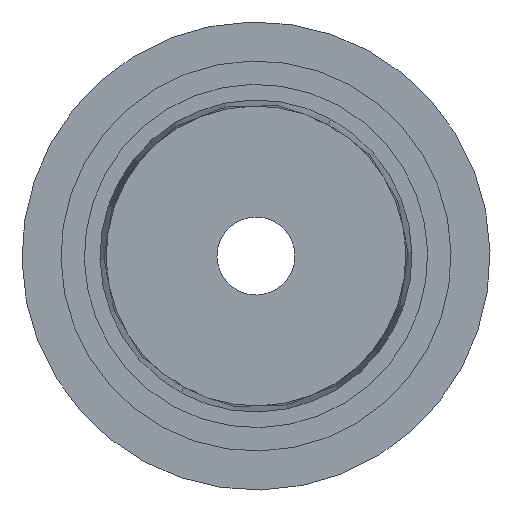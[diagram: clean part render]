
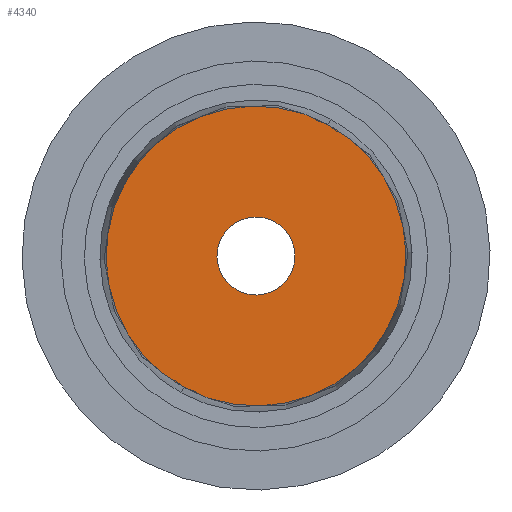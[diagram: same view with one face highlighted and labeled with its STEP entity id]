
A CAD part, front view. The second image highlights one B-rep face of the part: STEP entity #4340.
In plain terms, the highlighted planar face has unit normal (0, -1, 0).
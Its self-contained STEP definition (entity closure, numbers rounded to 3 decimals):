
#3690=CARTESIAN_POINT('',(4.606,-152.3,8.431));
#3700=VERTEX_POINT('',#3690);
#3790=CARTESIAN_POINT('',(-4.606,-152.3,-8.431));
#3800=VERTEX_POINT('',#3790);
#3830=CARTESIAN_POINT('',(0.,-152.3,0.));
#3840=DIRECTION('',(0.,-1.,-0.));
#3850=DIRECTION('',(-0.479,0.,-0.878));
#3860=AXIS2_PLACEMENT_3D('',#3830,#3840,#3850);
#3870=CIRCLE('',#3860,9.607);
#3880=EDGE_CURVE('',#3800,#3700,#3870,.T.);
#4090=CARTESIAN_POINT('',(0.,-152.3,2.5));
#4100=DIRECTION('',(0.,1.,0.));
#4110=DIRECTION('',(1.,0.,0.));
#4120=AXIS2_PLACEMENT_3D('',#4090,#4100,#4110);
#4130=PLANE('',#4120);
#4140=EDGE_CURVE('',#3700,#3800,#3870,.T.);
#4150=ORIENTED_EDGE('',*,*,#4140,.T.);
#4160=ORIENTED_EDGE('',*,*,#3880,.T.);
#4170=EDGE_LOOP('',(#4160,#4150));
#4180=FACE_OUTER_BOUND('',#4170,.T.);
#4190=CARTESIAN_POINT('',(0.,-152.3,0.));
#4200=DIRECTION('',(0.,1.,0.));
#4210=DIRECTION('',(-0.479,0.,-0.878));
#4220=AXIS2_PLACEMENT_3D('',#4190,#4200,#4210);
#4230=CIRCLE('',#4220,2.5);
#4240=CARTESIAN_POINT('',(-1.199,-152.3,-2.194));
#4250=VERTEX_POINT('',#4240);
#4260=CARTESIAN_POINT('',(1.199,-152.3,2.194));
#4270=VERTEX_POINT('',#4260);
#4280=EDGE_CURVE('',#4250,#4270,#4230,.T.);
#4290=ORIENTED_EDGE('',*,*,#4280,.T.);
#4300=EDGE_CURVE('',#4270,#4250,#4230,.T.);
#4310=ORIENTED_EDGE('',*,*,#4300,.T.);
#4320=EDGE_LOOP('',(#4310,#4290));
#4330=FACE_BOUND('',#4320,.T.);
#4340=ADVANCED_FACE('',(#4180,#4330),#4130,.F.);
